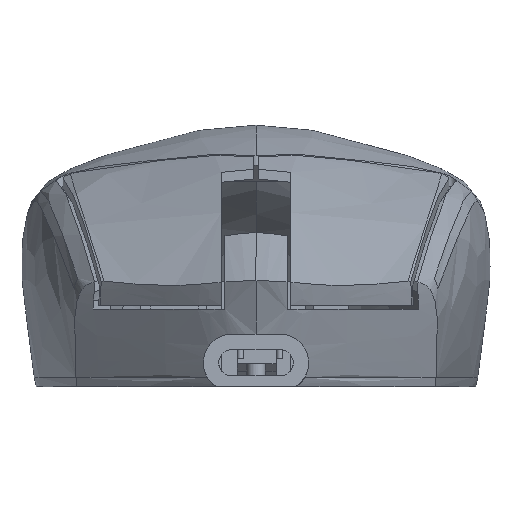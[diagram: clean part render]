
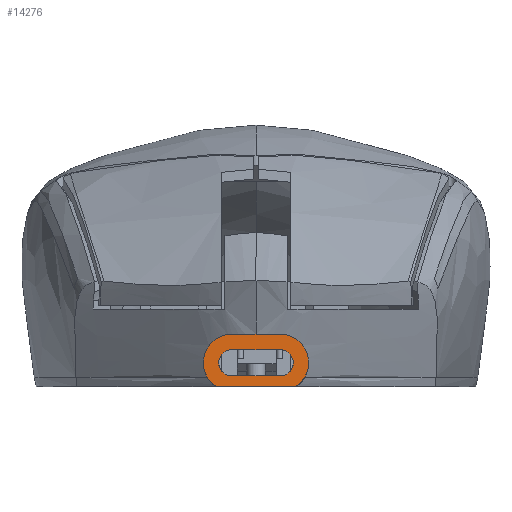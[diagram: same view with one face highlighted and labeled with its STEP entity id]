
A CAD part, front view. The second image highlights one B-rep face of the part: STEP entity #14276.
In plain terms, the highlighted planar face has unit normal (0, -1, 0).
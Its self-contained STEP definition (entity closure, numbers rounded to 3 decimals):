
#594=FACE_BOUND('',#2334,.T.);
#848=PLANE('',#15202);
#1481=FACE_OUTER_BOUND('',#2333,.T.);
#2333=EDGE_LOOP('',(#10860,#10861,#10862,#10863));
#2334=EDGE_LOOP('',(#10864,#10865,#10866,#10867));
#3449=LINE('',#20558,#4859);
#3472=LINE('',#20865,#4882);
#3473=LINE('',#20867,#4883);
#3475=LINE('',#20876,#4885);
#4859=VECTOR('',#16994,10.);
#4882=VECTOR('',#17045,10.);
#4883=VECTOR('',#17048,10.);
#4885=VECTOR('',#17052,10.);
#5880=CIRCLE('',#15176,1.7);
#5881=CIRCLE('',#15178,3.7);
#5893=CIRCLE('',#15195,3.7);
#5894=CIRCLE('',#15197,1.7);
#6473=VERTEX_POINT('',#20481);
#6474=VERTEX_POINT('',#20483);
#6475=VERTEX_POINT('',#20487);
#6476=VERTEX_POINT('',#20489);
#6491=VERTEX_POINT('',#20556);
#6539=VERTEX_POINT('',#20855);
#6540=VERTEX_POINT('',#20859);
#6541=VERTEX_POINT('',#20861);
#8078=EDGE_CURVE('',#6474,#6473,#5880,.T.);
#8081=EDGE_CURVE('',#6476,#6475,#5881,.T.);
#8100=EDGE_CURVE('',#6475,#6491,#3449,.T.);
#8152=EDGE_CURVE('',#6491,#6539,#5893,.T.);
#8154=EDGE_CURVE('',#6541,#6540,#5894,.T.);
#8156=EDGE_CURVE('',#6473,#6541,#3472,.T.);
#8157=EDGE_CURVE('',#6540,#6474,#3473,.T.);
#8160=EDGE_CURVE('',#6539,#6476,#3475,.T.);
#10860=ORIENTED_EDGE('',*,*,#8081,.T.);
#10861=ORIENTED_EDGE('',*,*,#8100,.T.);
#10862=ORIENTED_EDGE('',*,*,#8152,.T.);
#10863=ORIENTED_EDGE('',*,*,#8160,.T.);
#10864=ORIENTED_EDGE('',*,*,#8157,.T.);
#10865=ORIENTED_EDGE('',*,*,#8078,.T.);
#10866=ORIENTED_EDGE('',*,*,#8156,.T.);
#10867=ORIENTED_EDGE('',*,*,#8154,.T.);
#14276=ADVANCED_FACE('',(#1481,#594),#848,.T.);
#15176=AXIS2_PLACEMENT_3D('',#20484,#16963,#16964);
#15178=AXIS2_PLACEMENT_3D('',#20490,#16969,#16970);
#15195=AXIS2_PLACEMENT_3D('',#20857,#17035,#17036);
#15197=AXIS2_PLACEMENT_3D('',#20862,#17040,#17041);
#15202=AXIS2_PLACEMENT_3D('',#20892,#17057,#17058);
#16963=DIRECTION('center_axis',(0.,1.,0.));
#16964=DIRECTION('ref_axis',(0.,0.,1.));
#16969=DIRECTION('center_axis',(0.,-1.,0.));
#16970=DIRECTION('ref_axis',(0.,0.,1.));
#16994=DIRECTION('',(-1.,0.,0.));
#17035=DIRECTION('center_axis',(0.,-1.,0.));
#17036=DIRECTION('ref_axis',(0.,0.,-1.));
#17040=DIRECTION('center_axis',(0.,1.,0.));
#17041=DIRECTION('ref_axis',(0.,0.,-1.));
#17045=DIRECTION('',(-1.,0.,0.));
#17048=DIRECTION('',(1.,0.,0.));
#17052=DIRECTION('',(1.,0.,0.));
#17057=DIRECTION('center_axis',(0.,-1.,0.));
#17058=DIRECTION('ref_axis',(0.,0.,-1.));
#20481=CARTESIAN_POINT('',(3.1,-52.7,1.4));
#20483=CARTESIAN_POINT('',(3.1,-52.7,4.8));
#20484=CARTESIAN_POINT('Origin',(3.1,-52.7,3.1));
#20487=CARTESIAN_POINT('',(3.1,-52.7,6.8));
#20489=CARTESIAN_POINT('',(5.12,-52.7,0.));
#20490=CARTESIAN_POINT('Origin',(3.1,-52.7,3.1));
#20556=CARTESIAN_POINT('',(-3.1,-52.7,6.8));
#20558=CARTESIAN_POINT('',(1.55,-52.7,6.8));
#20855=CARTESIAN_POINT('',(-5.12,-52.7,0.));
#20857=CARTESIAN_POINT('Origin',(-3.1,-52.7,3.1));
#20859=CARTESIAN_POINT('',(-3.1,-52.7,4.8));
#20861=CARTESIAN_POINT('',(-3.1,-52.7,1.4));
#20862=CARTESIAN_POINT('Origin',(-3.1,-52.7,3.1));
#20865=CARTESIAN_POINT('',(1.55,-52.7,1.4));
#20867=CARTESIAN_POINT('',(-1.55,-52.7,4.8));
#20876=CARTESIAN_POINT('',(-2.56,-52.7,0.));
#20892=CARTESIAN_POINT('Origin',(0.,-52.7,3.4));
